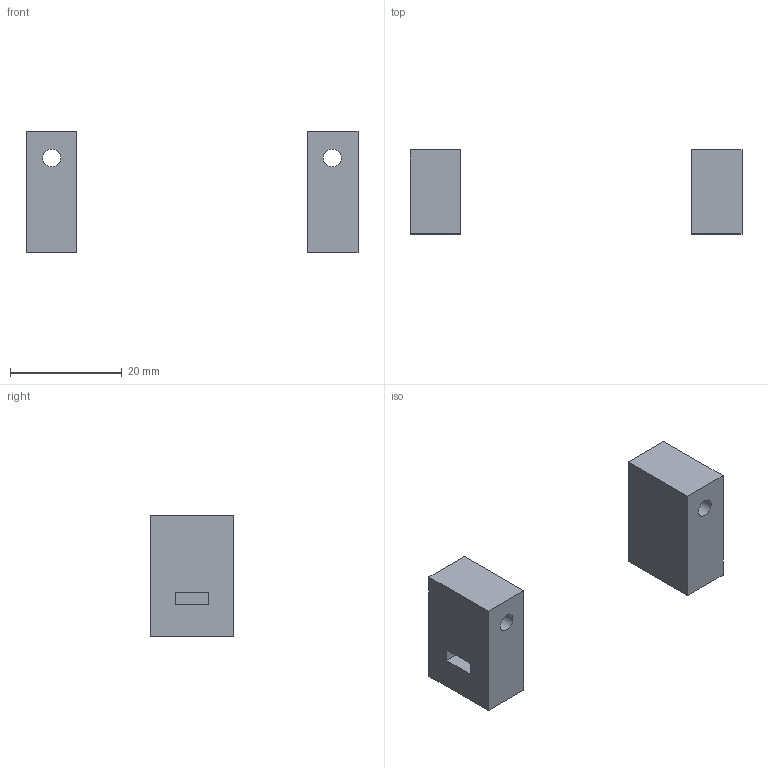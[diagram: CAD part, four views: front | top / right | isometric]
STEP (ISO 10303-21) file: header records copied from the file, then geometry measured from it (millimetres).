
FILE_DESCRIPTION(/* description */ (''),/* implementation_level */ '2;1');
FILE_NAME(/* name */ 'ServoMount_bigESC.step',/* time_stamp */ '2023-12-22T13:31:06+01:00',/* author */ (''),/* organization */ (''),/* preprocessor_version */ 'ST-DEVELOPER v20',/* originating_system */ 'Autodesk Translation Framework v12.14.0.127',/* authorisation */ '');
FILE_SCHEMA (('AUTOMOTIVE_DESIGN { 1 0 10303 214 3 1 1 }'));
Length unit declared in the file: millimetre
Products named in the file (1): ServoMount
Bounding box: 59.3 x 15 x 21.73 mm (x, y, z)
Volume: 5188.7 mm3; surface area: 3297.2 mm2
Topology: 2 solids, 2 shells, 36 faces, 84 edges, 56 vertices
Faces by surface type: plane 32, cylinder 4
Full cylindrical faces by diameter (mm): 3.2 x4
Entity records: 1071 total; most frequent: CARTESIAN_POINT 177, ORIENTED_EDGE 168, DIRECTION 166, EDGE_CURVE 84, LINE 76, VECTOR 76, VERTEX_POINT 56, EDGE_LOOP 48
